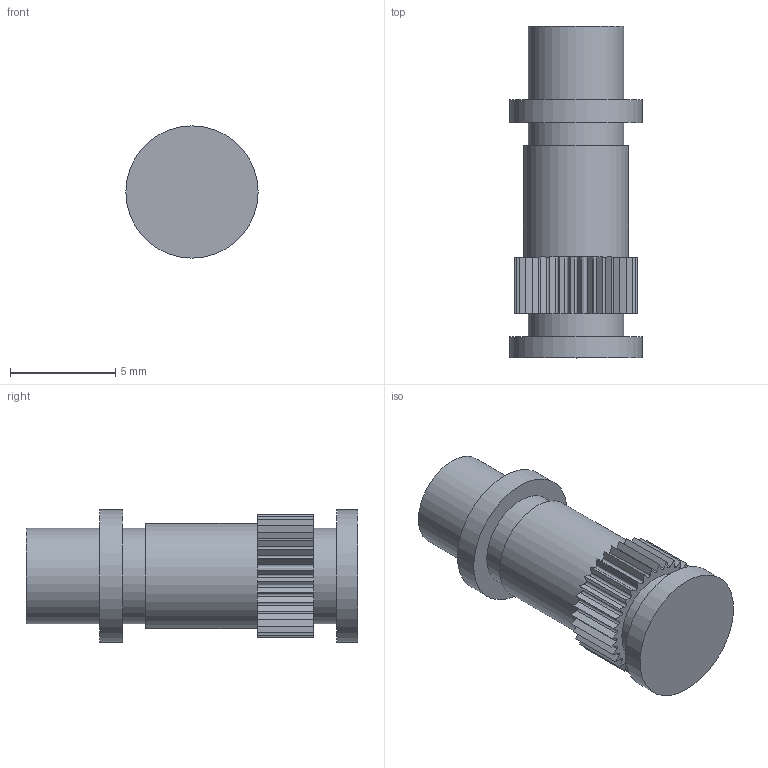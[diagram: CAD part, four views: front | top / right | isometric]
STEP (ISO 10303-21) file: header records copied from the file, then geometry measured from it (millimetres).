
FILE_DESCRIPTION(/* description */ (''),/* implementation_level */ '2;1');
FILE_NAME(/* name */ '276-2177-019 Rev1_MIR_MIR.ipt.step',/* time_stamp */ '2020-04-16T23:08:19-04:00',/* author */ ('Josef'),/* organization */ (''),/* preprocessor_version */ 'ST-DEVELOPER v17',/* originating_system */ 'Autodesk Inventor 2019',/* authorisation */ '');
FILE_SCHEMA (('AUTOMOTIVE_DESIGN { 1 0 10303 214 3 1 1 }'));
Length unit declared in the file: inch
Products named in the file (1): 276-2177-019 Rev1_MIR_MIR
Bounding box: 6.3 x 15.8 x 6.3 mm (x, y, z)
Volume: 268 mm3; surface area: 479.5 mm2
Topology: 1 solids, 1 shells, 125 faces, 364 edges, 247 vertices
Faces by surface type: plane 80, cylinder 43, cone 2
Full cylindrical faces by diameter (mm): 2.705 x1, 4.55 x3, 5 x1, 6.3 x2
Entity records: 4200 total; most frequent: CARTESIAN_POINT 736, ORIENTED_EDGE 726, DIRECTION 717, EDGE_CURVE 363, LINE 261, VECTOR 261, VERTEX_POINT 247, AXIS2_PLACEMENT_3D 228
